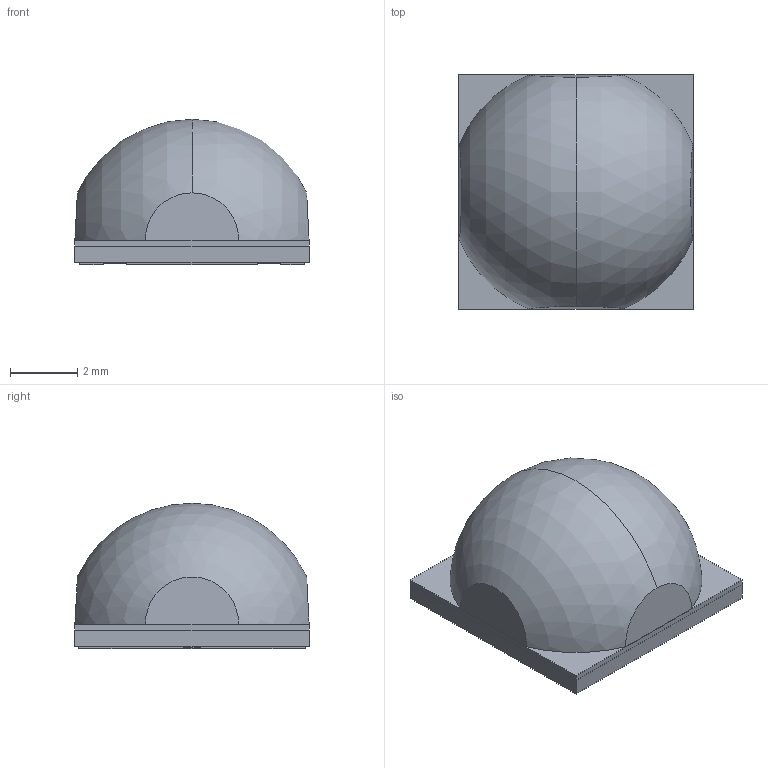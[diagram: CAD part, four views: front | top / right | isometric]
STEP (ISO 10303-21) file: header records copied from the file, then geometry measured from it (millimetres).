
FILE_DESCRIPTION (( 'STEP AP214' ), '1' );
FILE_NAME ('Cree XHP 70 B.step', '2020-09-03T22:40:01', ( '' ), ( '' ), 'SwSTEP 2.0', 'SolidWorks 2020', '' );
FILE_SCHEMA (( 'AUTOMOTIVE_DESIGN' ));
Length unit declared in the file: millimetre
Products named in the file (9): 2500-00725-SB.step; 2500-00725-BT.step; Cree XHP 70 B.step; 2500-00725-C.step; Cree XHP 70 B; 2500-00725-TT.step; 2500-00725_ASM.step; 3_76_TRUNCATED_DOME.step; 2500-00725-SN.step
Assembly tree (8 placements, depth 4):
  Cree XHP 70 B
    Cree XHP 70 B.step
      2500-00725_ASM.step
        2500-00725-C.step
        2500-00725-BT.step
        2500-00725-SN.step
        2500-00725-SB.step
        2500-00725-TT.step
      3_76_TRUNCATED_DOME.step
Bounding box: 7 x 7 x 4.33 mm (x, y, z)
Volume: 139.5 mm3; surface area: 401.6 mm2
Topology: 15 solids, 15 shells, 237 faces, 618 edges, 412 vertices
Faces by surface type: plane 209, cylinder 18, cone 8, sphere 2
Entity records: 7654 total; most frequent: CARTESIAN_POINT 1292, ORIENTED_EDGE 1236, DIRECTION 1177, EDGE_CURVE 618, LINE 551, VECTOR 551, VERTEX_POINT 412, AXIS2_PLACEMENT_3D 313
